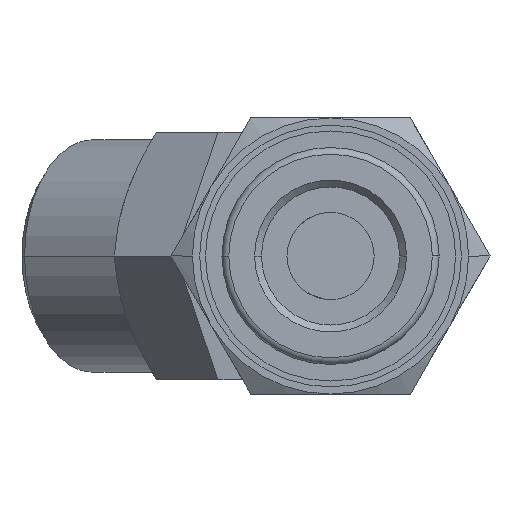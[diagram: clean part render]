
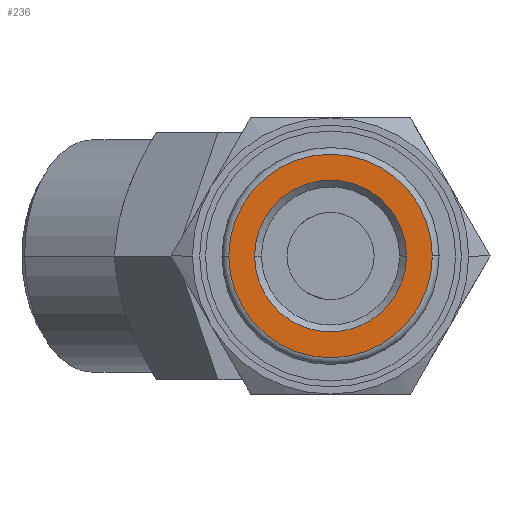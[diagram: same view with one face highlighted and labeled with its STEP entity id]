
A CAD part, front view. The second image highlights one B-rep face of the part: STEP entity #236.
In plain terms, the highlighted planar face has unit normal (0, -1, 0).
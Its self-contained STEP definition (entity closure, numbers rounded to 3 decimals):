
#236=ADVANCED_FACE('',(#504,#505),#506,.T.);
#504=FACE_BOUND('',#799,.T.);
#505=FACE_OUTER_BOUND('',#800,.T.);
#506=PLANE('',#801);
#799=EDGE_LOOP('',(#1405,#1406));
#800=EDGE_LOOP('',(#1407,#1408));
#801=AXIS2_PLACEMENT_3D('',#1409,#1410,#1411);
#1405=ORIENTED_EDGE('',*,*,#1768,.T.);
#1406=ORIENTED_EDGE('',*,*,#1912,.T.);
#1407=ORIENTED_EDGE('',*,*,#1762,.T.);
#1408=ORIENTED_EDGE('',*,*,#1914,.T.);
#1409=CARTESIAN_POINT('',(0.0,0.0,0.0));
#1410=DIRECTION('',(0.0,-1.0,0.0));
#1411=DIRECTION('',(1.0,0.0,0.));
#1762=EDGE_CURVE('',#2114,#2119,#2121,.T.);
#1768=EDGE_CURVE('',#2129,#2127,#2130,.T.);
#1912=EDGE_CURVE('',#2127,#2129,#2327,.T.);
#1914=EDGE_CURVE('',#2119,#2114,#2329,.T.);
#2114=VERTEX_POINT('',#2648);
#2119=VERTEX_POINT('',#2654);
#2121=CIRCLE('',#2657,7.0);
#2127=VERTEX_POINT('',#2685);
#2129=VERTEX_POINT('',#2688);
#2130=CIRCLE('',#2689,5.225);
#2327=CIRCLE('',#3118,5.225);
#2329=CIRCLE('',#3120,7.0);
#2648=CARTESIAN_POINT('',(-7.0,0.0,0.));
#2654=CARTESIAN_POINT('',(7.0,0.0,0.));
#2657=AXIS2_PLACEMENT_3D('',#3374,#3375,#3376);
#2685=CARTESIAN_POINT('',(-5.225,0.0,0.));
#2688=CARTESIAN_POINT('',(5.225,0.0,0.0));
#2689=AXIS2_PLACEMENT_3D('',#3378,#3379,#3380);
#3118=AXIS2_PLACEMENT_3D('',#3549,#3550,#3551);
#3120=AXIS2_PLACEMENT_3D('',#3552,#3553,#3554);
#3374=CARTESIAN_POINT('',(0.0,0.0,0.0));
#3375=DIRECTION('',(0.0,-1.0,-0.0));
#3376=DIRECTION('',(-1.0,0.0,0.));
#3378=CARTESIAN_POINT('',(0.0,0.0,0.0));
#3379=DIRECTION('',(0.0,1.0,0.0));
#3380=DIRECTION('',(-1.0,0.0,0.));
#3549=CARTESIAN_POINT('',(0.0,0.0,0.0));
#3550=DIRECTION('',(0.0,1.0,0.0));
#3551=DIRECTION('',(-1.0,0.0,0.));
#3552=CARTESIAN_POINT('',(0.0,0.0,0.0));
#3553=DIRECTION('',(0.0,-1.0,-0.0));
#3554=DIRECTION('',(-1.0,0.0,0.));
